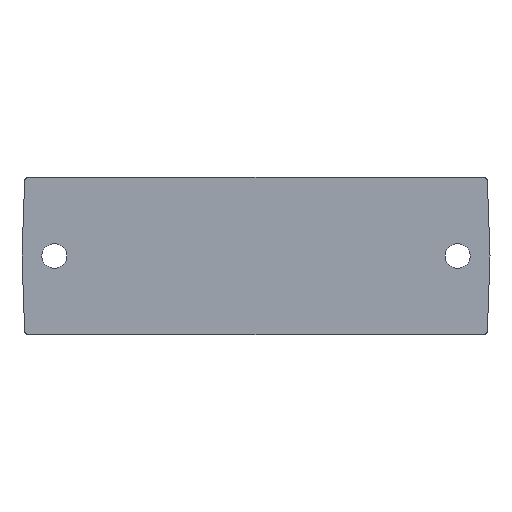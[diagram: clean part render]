
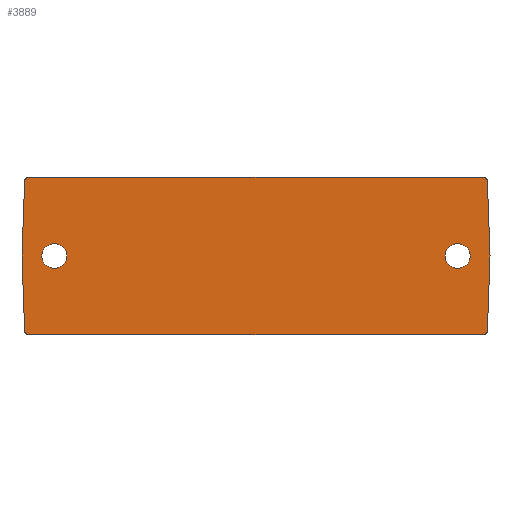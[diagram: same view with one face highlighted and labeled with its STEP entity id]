
A CAD part, front view. The second image highlights one B-rep face of the part: STEP entity #3889.
In plain terms, the highlighted planar face has unit normal (0, -1, 0).
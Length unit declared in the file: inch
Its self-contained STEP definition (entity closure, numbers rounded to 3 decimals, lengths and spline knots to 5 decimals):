
#18 = CARTESIAN_POINT ( 'NONE',  ( -1.71602, -1.12598, 0.56449 ) ) ;
#19 = LINE ( 'NONE', #836, #4005 ) ;
#35 = CIRCLE ( 'NONE', #4415, 0.03 ) ;
#39 = CIRCLE ( 'NONE', #2482, 0.094 ) ;
#94 = EDGE_CURVE ( 'NONE', #1626, #3912, #4810, .T. ) ;
#148 = EDGE_CURVE ( 'NONE', #538, #1392, #1376, .T. ) ;
#185 = CARTESIAN_POINT ( 'NONE',  ( 1.76575, -1.12598, -0.59449 ) ) ;
#246 = CARTESIAN_POINT ( 'NONE',  ( 1.76575, -1.12598, 0. ) ) ;
#256 = CARTESIAN_POINT ( 'NONE',  ( 1.746, -1.12598, 0.56554 ) ) ;
#262 = PLANE ( 'NONE',  #435 ) ;
#265 = VECTOR ( 'NONE', #1898, 39.37008 ) ;
#315 = CARTESIAN_POINT ( 'NONE',  ( 1.71602, -1.12598, 0.56449 ) ) ;
#317 = DIRECTION ( 'NONE',  ( 1., 0., 0. ) ) ;
#357 = FACE_BOUND ( 'NONE', #551, .T. ) ;
#370 = CARTESIAN_POINT ( 'NONE',  ( 1.76575, -1.12598, 0.59449 ) ) ;
#435 = AXIS2_PLACEMENT_3D ( 'NONE', #4139, #1471, #3365 ) ;
#436 = ORIENTED_EDGE ( 'NONE', *, *, #4666, .T. ) ;
#449 = EDGE_CURVE ( 'NONE', #4457, #3840, #39, .T. ) ;
#538 = VERTEX_POINT ( 'NONE', #3873 ) ;
#551 = EDGE_LOOP ( 'NONE', ( #2221, #1148 ) ) ;
#573 = CIRCLE ( 'NONE', #4384, 0.03 ) ;
#588 = CARTESIAN_POINT ( 'NONE',  ( 1.52165, -1.12598, 0. ) ) ;
#599 = FACE_OUTER_BOUND ( 'NONE', #1909, .T. ) ;
#753 = CARTESIAN_POINT ( 'NONE',  ( -1.7636, -1.12598, -0.06159 ) ) ;
#836 = CARTESIAN_POINT ( 'NONE',  ( 1.7636, -1.12598, -0.06159 ) ) ;
#954 = CIRCLE ( 'NONE', #2597, 0.03 ) ;
#983 = DIRECTION ( 'NONE',  ( 0.035, 0., 0.999 ) ) ;
#998 = CARTESIAN_POINT ( 'NONE',  ( 1.71602, -1.12598, -0.56449 ) ) ;
#1001 = VERTEX_POINT ( 'NONE', #2445 ) ;
#1010 = DIRECTION ( 'NONE',  ( -1., 0., 0. ) ) ;
#1136 = ORIENTED_EDGE ( 'NONE', *, *, #1231, .F. ) ;
#1148 = ORIENTED_EDGE ( 'NONE', *, *, #2382, .T. ) ;
#1160 = ORIENTED_EDGE ( 'NONE', *, *, #4858, .T. ) ;
#1209 = DIRECTION ( 'NONE',  ( 0.035, 0., 0.999 ) ) ;
#1229 = CARTESIAN_POINT ( 'NONE',  ( 1.52165, -1.12598, 0.094 ) ) ;
#1231 = EDGE_CURVE ( 'NONE', #1001, #538, #2274, .T. ) ;
#1331 = ORIENTED_EDGE ( 'NONE', *, *, #2256, .T. ) ;
#1354 = CIRCLE ( 'NONE', #3866, 0.094 ) ;
#1376 = LINE ( 'NONE', #4007, #1500 ) ;
#1389 = DIRECTION ( 'NONE',  ( 0., 0., 1. ) ) ;
#1392 = VERTEX_POINT ( 'NONE', #3093 ) ;
#1428 = CIRCLE ( 'NONE', #3561, 0.03 ) ;
#1462 = VERTEX_POINT ( 'NONE', #256 ) ;
#1471 = DIRECTION ( 'NONE',  ( 0., 1., 0. ) ) ;
#1500 = VECTOR ( 'NONE', #983, 39.37008 ) ;
#1626 = VERTEX_POINT ( 'NONE', #2441 ) ;
#1657 = DIRECTION ( 'NONE',  ( 0., 0., 1. ) ) ;
#1675 = DIRECTION ( 'NONE',  ( 0., 1., 0. ) ) ;
#1769 = VECTOR ( 'NONE', #3328, 39.37008 ) ;
#1898 = DIRECTION ( 'NONE',  ( -0.035, 0., 0.999 ) ) ;
#1909 = EDGE_LOOP ( 'NONE', ( #1136, #2092, #436, #2880, #1331, #4221, #2852, #3765, #1160, #4470 ) ) ;
#1968 = AXIS2_PLACEMENT_3D ( 'NONE', #2411, #1675, #1657 ) ;
#1981 = EDGE_LOOP ( 'NONE', ( #3257, #3089 ) ) ;
#2092 = ORIENTED_EDGE ( 'NONE', *, *, #4350, .T. ) ;
#2118 = DIRECTION ( 'NONE',  ( 0., 1., 0. ) ) ;
#2134 = DIRECTION ( 'NONE',  ( 0., 1., 0. ) ) ;
#2213 = DIRECTION ( 'NONE',  ( -1., 0., 0. ) ) ;
#2221 = ORIENTED_EDGE ( 'NONE', *, *, #3738, .T. ) ;
#2223 = VECTOR ( 'NONE', #317, 39.37008 ) ;
#2256 = EDGE_CURVE ( 'NONE', #2398, #3860, #19, .T. ) ;
#2274 = LINE ( 'NONE', #753, #265 ) ;
#2293 = VERTEX_POINT ( 'NONE', #1229 ) ;
#2305 = DIRECTION ( 'NONE',  ( 0., 0., 1. ) ) ;
#2315 = CARTESIAN_POINT ( 'NONE',  ( -1.71602, -1.12598, -0.59449 ) ) ;
#2382 = EDGE_CURVE ( 'NONE', #3440, #2293, #1354, .T. ) ;
#2398 = VERTEX_POINT ( 'NONE', #2503 ) ;
#2411 = CARTESIAN_POINT ( 'NONE',  ( -1.52165, -1.12598, 0. ) ) ;
#2441 = CARTESIAN_POINT ( 'NONE',  ( -1.71602, -1.12598, 0.59449 ) ) ;
#2445 = CARTESIAN_POINT ( 'NONE',  ( -1.746, -1.12598, -0.56554 ) ) ;
#2482 = AXIS2_PLACEMENT_3D ( 'NONE', #3413, #3047, #2305 ) ;
#2503 = CARTESIAN_POINT ( 'NONE',  ( 1.746, -1.12598, -0.56554 ) ) ;
#2521 = DIRECTION ( 'NONE',  ( 0., 0., 1. ) ) ;
#2550 = CARTESIAN_POINT ( 'NONE',  ( 1.52165, -1.12598, 0. ) ) ;
#2574 = CARTESIAN_POINT ( 'NONE',  ( -1.71602, -1.12598, -0.56449 ) ) ;
#2597 = AXIS2_PLACEMENT_3D ( 'NONE', #2574, #3326, #1010 ) ;
#2724 = FACE_BOUND ( 'NONE', #1981, .T. ) ;
#2852 = ORIENTED_EDGE ( 'NONE', *, *, #4473, .T. ) ;
#2880 = ORIENTED_EDGE ( 'NONE', *, *, #4355, .T. ) ;
#2922 = AXIS2_PLACEMENT_3D ( 'NONE', #588, #2118, #1389 ) ;
#2944 = CARTESIAN_POINT ( 'NONE',  ( -1.52165, -1.12598, -0.094 ) ) ;
#2970 = EDGE_CURVE ( 'NONE', #3840, #4457, #4298, .T. ) ;
#3047 = DIRECTION ( 'NONE',  ( 0., 1., 0. ) ) ;
#3089 = ORIENTED_EDGE ( 'NONE', *, *, #2970, .T. ) ;
#3093 = CARTESIAN_POINT ( 'NONE',  ( -1.746, -1.12598, 0.56554 ) ) ;
#3144 = CIRCLE ( 'NONE', #2922, 0.094 ) ;
#3257 = ORIENTED_EDGE ( 'NONE', *, *, #449, .T. ) ;
#3307 = EDGE_CURVE ( 'NONE', #3860, #1462, #4948, .T. ) ;
#3326 = DIRECTION ( 'NONE',  ( 0., -1., 0. ) ) ;
#3328 = DIRECTION ( 'NONE',  ( -0.035, 0., 0.999 ) ) ;
#3365 = DIRECTION ( 'NONE',  ( -1., 0., 0. ) ) ;
#3413 = CARTESIAN_POINT ( 'NONE',  ( -1.52165, -1.12598, 0. ) ) ;
#3440 = VERTEX_POINT ( 'NONE', #4201 ) ;
#3529 = CARTESIAN_POINT ( 'NONE',  ( 1.71602, -1.12598, -0.59449 ) ) ;
#3561 = AXIS2_PLACEMENT_3D ( 'NONE', #315, #4142, #2213 ) ;
#3636 = LINE ( 'NONE', #185, #3697 ) ;
#3674 = DIRECTION ( 'NONE',  ( 0., -1., 0. ) ) ;
#3697 = VECTOR ( 'NONE', #3958, 39.37008 ) ;
#3738 = EDGE_CURVE ( 'NONE', #2293, #3440, #3144, .T. ) ;
#3765 = ORIENTED_EDGE ( 'NONE', *, *, #94, .F. ) ;
#3840 = VERTEX_POINT ( 'NONE', #2944 ) ;
#3860 = VERTEX_POINT ( 'NONE', #4493 ) ;
#3866 = AXIS2_PLACEMENT_3D ( 'NONE', #2550, #2134, #2521 ) ;
#3873 = CARTESIAN_POINT ( 'NONE',  ( -1.76575, -1.12598, 0. ) ) ;
#3889 = ADVANCED_FACE ( 'NONE', ( #357, #2724, #599 ), #262, .F. ) ;
#3912 = VERTEX_POINT ( 'NONE', #4632 ) ;
#3958 = DIRECTION ( 'NONE',  ( 1., 0., 0. ) ) ;
#4005 = VECTOR ( 'NONE', #1209, 39.37008 ) ;
#4007 = CARTESIAN_POINT ( 'NONE',  ( -1.76575, -1.12598, 0. ) ) ;
#4102 = VERTEX_POINT ( 'NONE', #3529 ) ;
#4122 = CARTESIAN_POINT ( 'NONE',  ( -1.52165, -1.12598, 0.094 ) ) ;
#4139 = CARTESIAN_POINT ( 'NONE',  ( 1.76575, -1.12598, 0.59449 ) ) ;
#4142 = DIRECTION ( 'NONE',  ( 0., -1., 0. ) ) ;
#4201 = CARTESIAN_POINT ( 'NONE',  ( 1.52165, -1.12598, -0.094 ) ) ;
#4221 = ORIENTED_EDGE ( 'NONE', *, *, #3307, .T. ) ;
#4298 = CIRCLE ( 'NONE', #1968, 0.094 ) ;
#4350 = EDGE_CURVE ( 'NONE', #1001, #4443, #954, .T. ) ;
#4355 = EDGE_CURVE ( 'NONE', #4102, #2398, #35, .T. ) ;
#4384 = AXIS2_PLACEMENT_3D ( 'NONE', #18, #4642, #4607 ) ;
#4415 = AXIS2_PLACEMENT_3D ( 'NONE', #998, #3674, #4861 ) ;
#4443 = VERTEX_POINT ( 'NONE', #2315 ) ;
#4457 = VERTEX_POINT ( 'NONE', #4122 ) ;
#4470 = ORIENTED_EDGE ( 'NONE', *, *, #148, .F. ) ;
#4473 = EDGE_CURVE ( 'NONE', #1462, #3912, #1428, .T. ) ;
#4493 = CARTESIAN_POINT ( 'NONE',  ( 1.76575, -1.12598, 0. ) ) ;
#4607 = DIRECTION ( 'NONE',  ( -1., 0., 0. ) ) ;
#4632 = CARTESIAN_POINT ( 'NONE',  ( 1.71602, -1.12598, 0.59449 ) ) ;
#4642 = DIRECTION ( 'NONE',  ( 0., -1., 0. ) ) ;
#4666 = EDGE_CURVE ( 'NONE', #4443, #4102, #3636, .T. ) ;
#4810 = LINE ( 'NONE', #370, #2223 ) ;
#4858 = EDGE_CURVE ( 'NONE', #1626, #1392, #573, .T. ) ;
#4861 = DIRECTION ( 'NONE',  ( -1., 0., 0. ) ) ;
#4948 = LINE ( 'NONE', #246, #1769 ) ;
